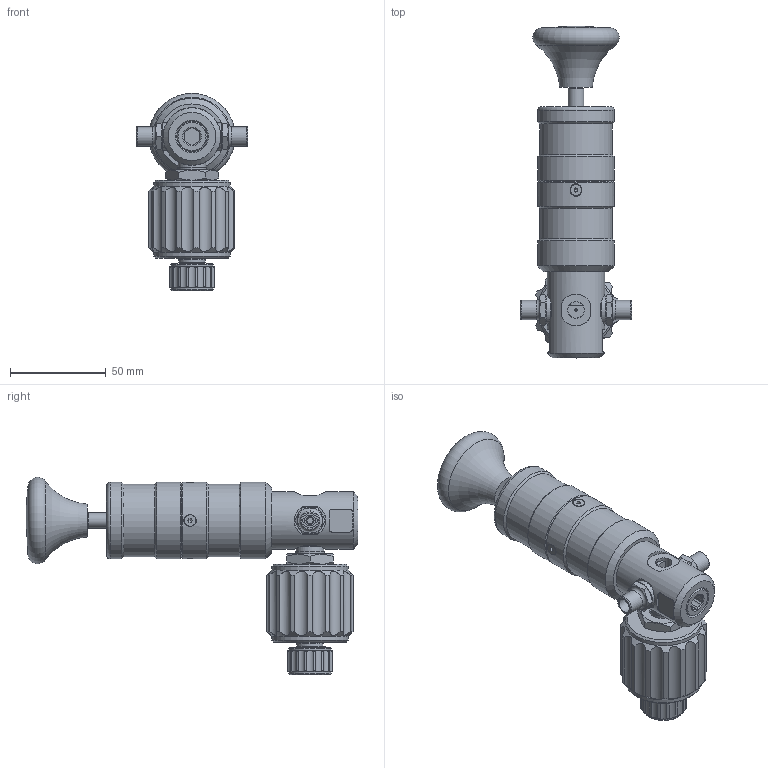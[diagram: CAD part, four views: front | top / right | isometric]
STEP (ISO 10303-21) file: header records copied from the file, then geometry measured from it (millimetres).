
FILE_DESCRIPTION(/* description */ ('Art.Nr.'),/* implementation_level */ '2;1');
FILE_NAME(/* name */ '0001-000045_fuerWika.stp',/* time_stamp */ '2022-12-01T08:28:25+01:00',/* author */ ('inventor'),/* organization */ (''),/* preprocessor_version */ 'ST-DEVELOPER v18.1',/* originating_system */ 'Autodesk Inventor 2022',/* authorisation */ 'Projektleiter');
FILE_SCHEMA (('AUTOMOTIVE_DESIGN { 1 0 10303 214 3 1 1 }'));
Length unit declared in the file: millimetre
Products named in the file (1): 0001-000045_fuerWika
Bounding box: 58 x 173 x 102.78 mm (x, y, z)
Volume: 225666.1 mm3; surface area: 42777.3 mm2
Topology: 2 solids, 24 shells, 596 faces, 1465 edges, 962 vertices
Faces by surface type: plane 271, cylinder 201, cone 99, bspline 14, torus 10, sphere 1
Full cylindrical faces by diameter (mm): 1 x1, 1.4 x3, 1.5 x3, 2.459 x4, 3 x5, 3.1 x4, 3.4 x2, 4.2 x2, 4.9 x1, 4.917 x1, 5.188 x1, 5.6 x2, 6 x8, 6.2 x3, 6.4 x1, 7.5 x2, 8 x1, 8.4 x1, 8.566 x1, 9.2 x1, 9.73 x3, 10 x9, 10.2 x2, 12.3 x5, 13.8 x1, 14 x1, 14.4 x3, 14.95 x1, 15 x1, 17 x1
Entity records: 20813 total; most frequent: CARTESIAN_POINT 6220, ORIENTED_EDGE 2906, DIRECTION 2816, EDGE_CURVE 1453, AXIS2_PLACEMENT_3D 1059, VERTEX_POINT 960, LINE 698, VECTOR 698
